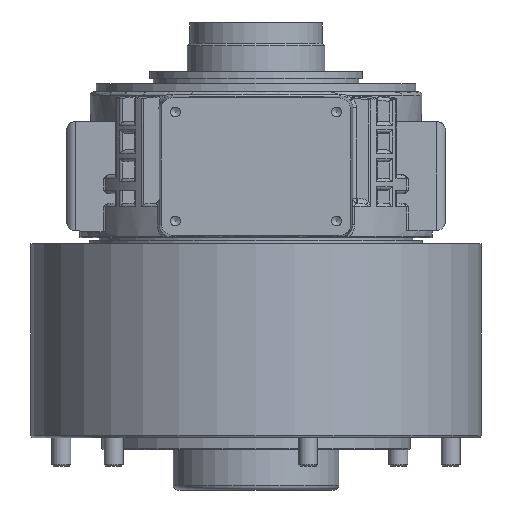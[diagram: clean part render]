
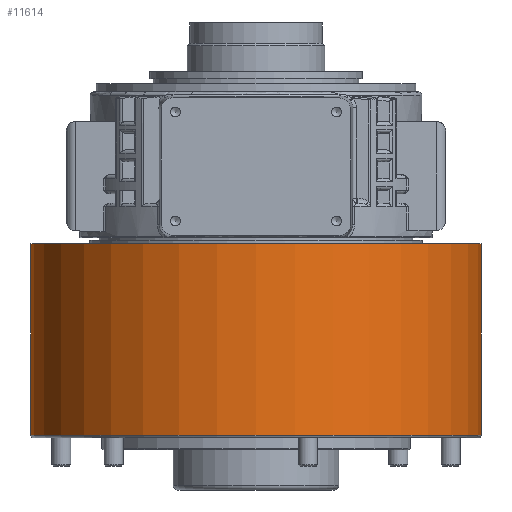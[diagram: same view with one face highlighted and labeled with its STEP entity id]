
A CAD part, front view. The second image highlights one B-rep face of the part: STEP entity #11614.
In plain terms, the highlighted cylindrical face has radius 95 mm (diameter 190 mm), a full revolution.
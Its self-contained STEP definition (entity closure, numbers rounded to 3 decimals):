
#1757=CYLINDRICAL_SURFACE('',#12570,95.);
#2314=FACE_BOUND('',#3507,.T.);
#2619=FACE_OUTER_BOUND('',#3506,.T.);
#3506=EDGE_LOOP('',(#8247));
#3507=EDGE_LOOP('',(#8248));
#4512=CIRCLE('',#12571,95.);
#4513=CIRCLE('',#12572,95.);
#5331=VERTEX_POINT('',#18122);
#5332=VERTEX_POINT('',#18124);
#6478=EDGE_CURVE('',#5331,#5331,#4512,.T.);
#6479=EDGE_CURVE('',#5332,#5332,#4513,.T.);
#8247=ORIENTED_EDGE('',*,*,#6478,.T.);
#8248=ORIENTED_EDGE('',*,*,#6479,.F.);
#11614=ADVANCED_FACE('',(#2619,#2314),#1757,.T.);
#12570=AXIS2_PLACEMENT_3D('',#18121,#14448,#14449);
#12571=AXIS2_PLACEMENT_3D('',#18123,#14450,#14451);
#12572=AXIS2_PLACEMENT_3D('',#18125,#14452,#14453);
#14448=DIRECTION('center_axis',(0.,0.,-1.));
#14449=DIRECTION('ref_axis',(0.,1.,0.));
#14450=DIRECTION('center_axis',(0.,0.,-1.));
#14451=DIRECTION('ref_axis',(1.,0.,0.));
#14452=DIRECTION('center_axis',(0.,0.,-1.));
#14453=DIRECTION('ref_axis',(1.,0.,0.));
#18121=CARTESIAN_POINT('Origin',(0.,0.,-106.5));
#18122=CARTESIAN_POINT('',(0.,95.,-66.));
#18123=CARTESIAN_POINT('Origin',(0.,0.,-66.));
#18124=CARTESIAN_POINT('',(0.,95.,-147.));
#18125=CARTESIAN_POINT('Origin',(0.,0.,-147.));
